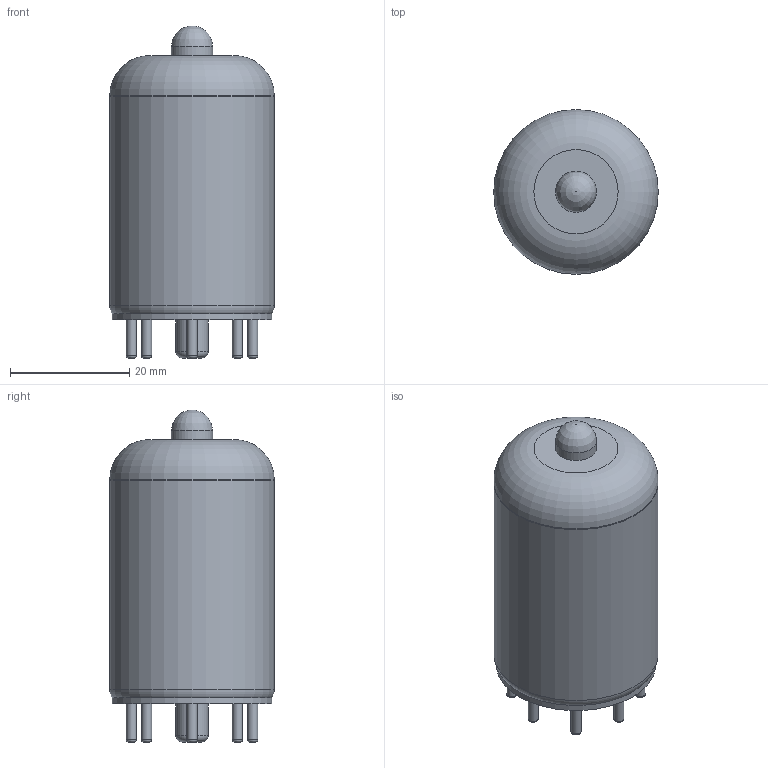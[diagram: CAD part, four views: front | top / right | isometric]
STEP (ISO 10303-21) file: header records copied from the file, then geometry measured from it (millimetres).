
FILE_DESCRIPTION(/* description */ ('model of Valve_Octal'),/* implementation_level */ '2;1');
FILE_NAME(/* name */ 'Valve_Octal.step',/* time_stamp */ '2018-11-12T21:47:02',/* author */ ('kicad StepUp','ksu'),/* organization */ ('FreeCAD'),/* preprocessor_version */ 'OCC',/* originating_system */ 'kicad StepUp',/* authorisation */ '');
FILE_SCHEMA(('AUTOMOTIVE_DESIGN { 1 0 10303 214 1 1 1 1 }'));
Length unit declared in the file: millimetre
Products named in the file (1): Valve_Octal
Bounding box: 27.58 x 27.58 x 55.66 mm (x, y, z)
Volume: 26083.6 mm3; surface area: 5170.8 mm2
Topology: 1 solids, 1 shells, 38 faces, 63 edges, 37 vertices
Faces by surface type: cylinder 14, plane 12, torus 11, revolution 1
Full cylindrical faces by diameter (mm): 1.7 x8, 5.4 x1, 6.895 x1, 26.78 x1, 27.58 x3
Entity records: 1189 total; most frequent: DIRECTION 189, CARTESIAN_POINT 151, ORIENTED_EDGE 126, AXIS2_PLACEMENT_3D 87, EDGE_CURVE 63, CIRCLE 49, FACE_BOUND 48, EDGE_LOOP 48
